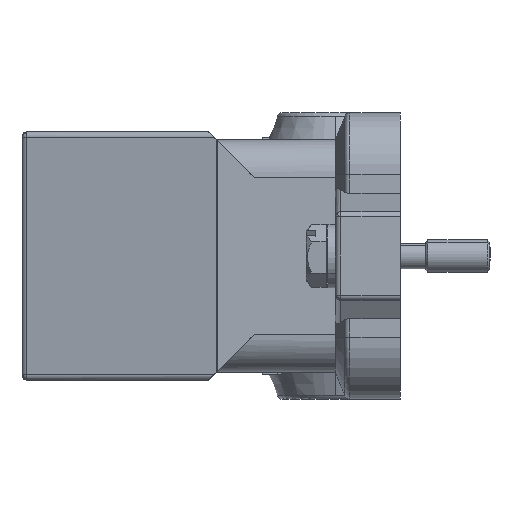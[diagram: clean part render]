
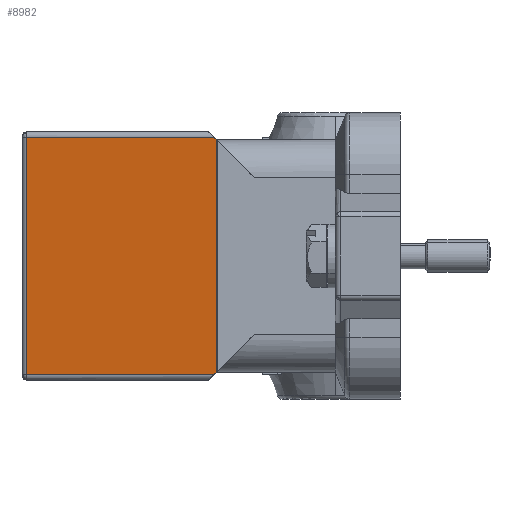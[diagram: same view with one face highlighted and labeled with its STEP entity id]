
A CAD part, left-side view. The second image highlights one B-rep face of the part: STEP entity #8982.
In plain terms, the highlighted planar face has unit normal (-0.985, 0.174, 0).
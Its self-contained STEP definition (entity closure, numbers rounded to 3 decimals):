
#1530=DIRECTION('',(0.124,0.702,-0.702));
#1531=VECTOR('',#1530,0.59);
#1532=CARTESIAN_POINT('',(-36.485,34.086,
-21.586));
#1533=LINE('',#1532,#1531);
#1615=DIRECTION('',(-0.124,-0.702,-0.702));
#1616=VECTOR('',#1615,0.59);
#1617=CARTESIAN_POINT('',(-36.412,34.5,22.));
#1618=LINE('',#1617,#1616);
#2131=DIRECTION('',(0.,0.,-1.));
#2132=VECTOR('',#2131,43.172);
#2133=CARTESIAN_POINT('',(-36.485,34.086,21.586));
#2134=LINE('',#2133,#2132);
#2140=DIRECTION('',(0.174,0.985,0.));
#2141=VECTOR('',#2140,35.209);
#2142=CARTESIAN_POINT('',(-36.412,34.5,
-22.));
#2143=LINE('',#2142,#2141);
#2165=DIRECTION('',(0.,0.,1.));
#2166=VECTOR('',#2165,44.);
#2167=CARTESIAN_POINT('',(-30.298,69.174,-22.));
#2168=LINE('',#2167,#2166);
#2303=DIRECTION('',(-0.174,-0.985,0.));
#2304=VECTOR('',#2303,35.209);
#2305=CARTESIAN_POINT('',(-30.298,69.174,22.));
#2306=LINE('',#2305,#2304);
#5776=CARTESIAN_POINT('',(-30.298,69.174,-22.));
#5777=CARTESIAN_POINT('',(-30.298,69.174,22.));
#5778=VERTEX_POINT('',#5776);
#5779=VERTEX_POINT('',#5777);
#5820=CARTESIAN_POINT('',(-36.412,34.5,22.));
#5821=VERTEX_POINT('',#5820);
#5824=CARTESIAN_POINT('',(-36.485,34.086,
-21.586));
#5825=CARTESIAN_POINT('',(-36.412,34.5,
-22.));
#5826=VERTEX_POINT('',#5824);
#5827=VERTEX_POINT('',#5825);
#5830=CARTESIAN_POINT('',(-36.485,34.086,21.586));
#5831=VERTEX_POINT('',#5830);
#8966=CARTESIAN_POINT('',(-30.152,70.,-23.));
#8967=DIRECTION('',(-0.985,0.174,0.));
#8968=DIRECTION('',(-0.174,-0.985,0.));
#8969=AXIS2_PLACEMENT_3D('',#8966,#8967,#8968);
#8970=PLANE('',#8969);
#8971=ORIENTED_EDGE('',*,*,#8094,.T.);
#8973=ORIENTED_EDGE('',*,*,#8972,.T.);
#8975=ORIENTED_EDGE('',*,*,#8974,.T.);
#8977=ORIENTED_EDGE('',*,*,#8976,.T.);
#8978=ORIENTED_EDGE('',*,*,#8196,.T.);
#8979=ORIENTED_EDGE('',*,*,#8960,.T.);
#8980=EDGE_LOOP('',(#8971,#8973,#8975,#8977,#8978,#8979));
#8981=FACE_OUTER_BOUND('',#8980,.F.);
#8982=ADVANCED_FACE('',(#8981),#8970,.T.);
#8094=EDGE_CURVE('',#5826,#5827,#1533,.T.);
#8196=EDGE_CURVE('',#5821,#5831,#1618,.T.);
#8960=EDGE_CURVE('',#5831,#5826,#2134,.T.);
#8972=EDGE_CURVE('',#5827,#5778,#2143,.T.);
#8974=EDGE_CURVE('',#5778,#5779,#2168,.T.);
#8976=EDGE_CURVE('',#5779,#5821,#2306,.T.);
